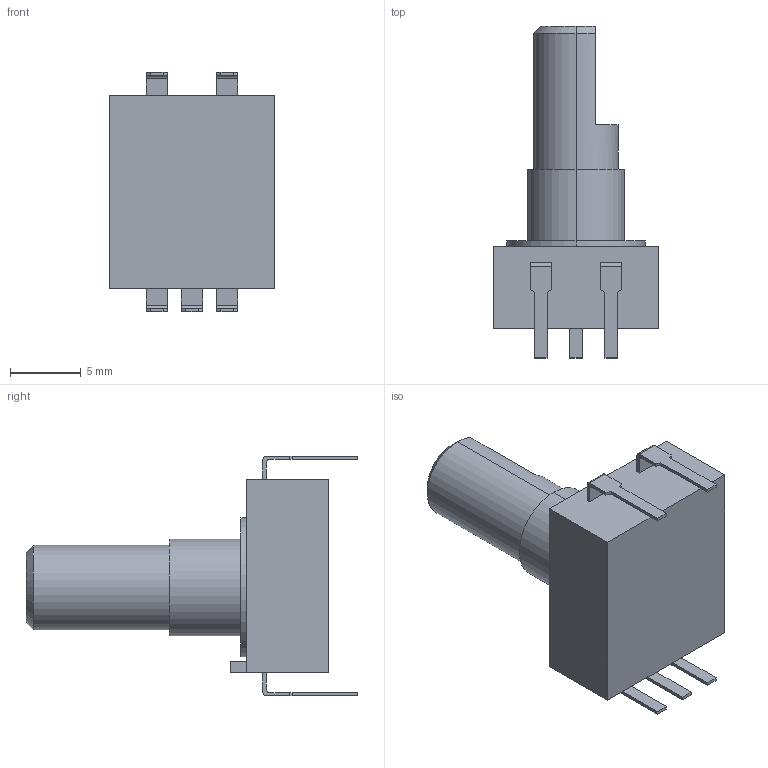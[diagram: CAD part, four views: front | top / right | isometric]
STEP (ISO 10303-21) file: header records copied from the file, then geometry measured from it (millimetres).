
FILE_DESCRIPTION (( 'STEP AP203' ), '1' );
FILE_NAME ('Encoder.STEP', '2019-08-01T22:59:04', ( '' ), ( '' ), 'SwSTEP 2.0', 'SolidWorks 2018', '' );
FILE_SCHEMA (( 'CONFIG_CONTROL_DESIGN' ));
Length unit declared in the file: inch
Products named in the file (1): Encoder
Bounding box: 11.73 x 23.53 x 17.02 mm (x, y, z)
Volume: 1411.5 mm3; surface area: 1036.3 mm2
Topology: 1 solids, 1 shells, 89 faces, 235 edges, 156 vertices
Faces by surface type: plane 70, cylinder 16, cone 3
Entity records: 2811 total; most frequent: CARTESIAN_POINT 487, ORIENTED_EDGE 470, DIRECTION 450, EDGE_CURVE 235, VECTOR 196, LINE 196, VERTEX_POINT 156, AXIS2_PLACEMENT_3D 127
